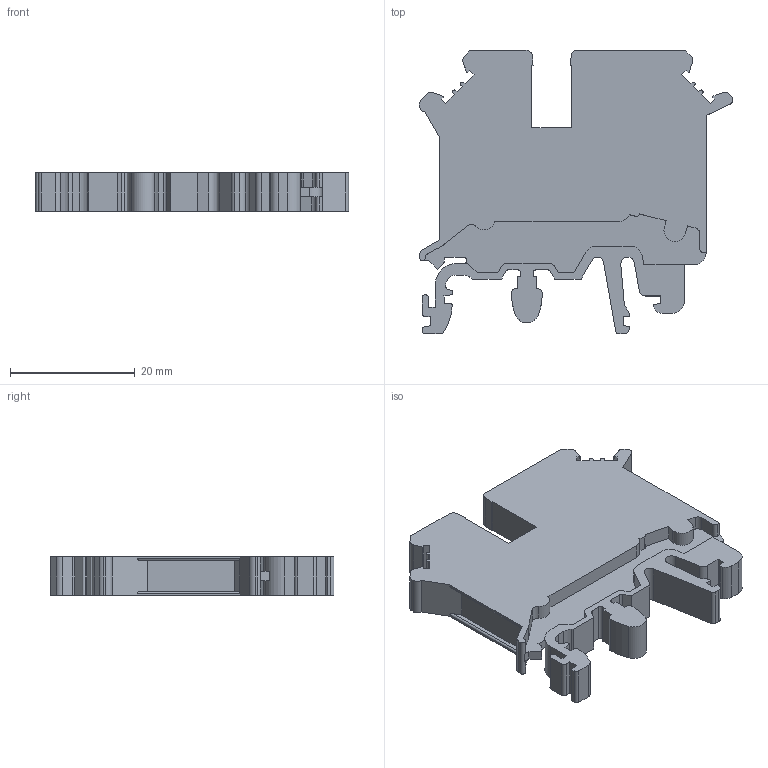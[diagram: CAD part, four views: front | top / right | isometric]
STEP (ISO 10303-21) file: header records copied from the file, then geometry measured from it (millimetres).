
FILE_DESCRIPTION(('STEP AP203'), '1');
FILE_NAME('MTU-TO4_3D', '2024-11-11T12:45:05', (' '), (' '), 'C3D Converter', 'C3D Toolkit', '');
FILE_SCHEMA(('CONFIG_CONTROL_DESIGN'));
Length unit declared in the file: millimetre
Bounding box: 50.3 x 45.6 x 6.2 mm (x, y, z)
Volume: 7937.3 mm3; surface area: 5538.6 mm2
Topology: 1 solids, 1 shells, 268 faces, 786 edges, 524 vertices
Faces by surface type: plane 180, cylinder 88
Full cylindrical faces by diameter (mm): 4 x3
Entity records: 8925 total; most frequent: CARTESIAN_POINT 1667, ORIENTED_EDGE 1566, DIRECTION 1463, EDGE_CURVE 783, LINE 601, VECTOR 601, VERTEX_POINT 524, AXIS2_PLACEMENT_3D 431
